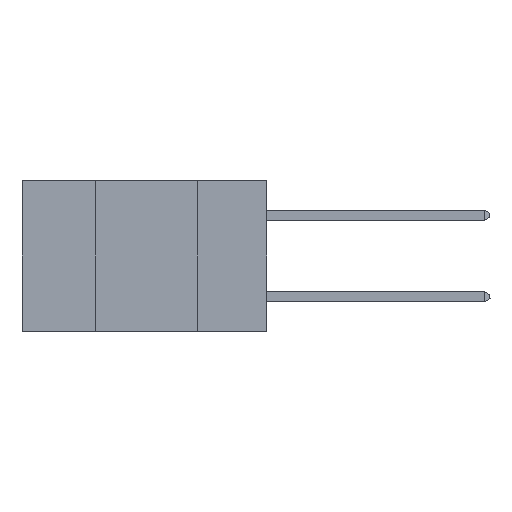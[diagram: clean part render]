
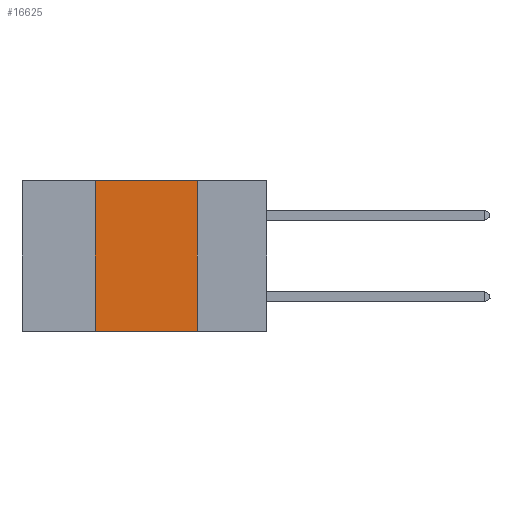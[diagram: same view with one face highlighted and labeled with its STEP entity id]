
A CAD part, left-side view. The second image highlights one B-rep face of the part: STEP entity #16625.
In plain terms, the highlighted planar face has unit normal (-1, 0, 0).
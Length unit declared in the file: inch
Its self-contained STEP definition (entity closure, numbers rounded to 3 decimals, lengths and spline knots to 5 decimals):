
#1102 = EDGE_CURVE ( 'NONE', #36120, #35972, #37278, .T. ) ;
#3011 = PLANE ( 'NONE',  #25424 ) ;
#3477 = EDGE_LOOP ( 'NONE', ( #42027, #33875, #38012, #15009 ) ) ;
#3628 = CARTESIAN_POINT ( 'NONE',  ( 0., 0.6, -0.37 ) ) ;
#4648 = CARTESIAN_POINT ( 'NONE',  ( 0., 0.42, 0. ) ) ;
#6771 = VECTOR ( 'NONE', #24248, 39.37008 ) ;
#10050 = VECTOR ( 'NONE', #35788, 39.37008 ) ;
#11373 = DIRECTION ( 'NONE',  ( 1., 0., 0. ) ) ;
#15009 = ORIENTED_EDGE ( 'NONE', *, *, #1102, .T. ) ;
#15178 = EDGE_CURVE ( 'NONE', #36120, #26299, #44944, .T. ) ;
#16625 = ADVANCED_FACE ( 'NONE', ( #41500 ), #3011, .F. ) ;
#17712 = DIRECTION ( 'NONE',  ( 0., -1., 0. ) ) ;
#18465 = LINE ( 'NONE', #38642, #6771 ) ;
#18536 = EDGE_CURVE ( 'NONE', #26299, #44851, #40790, .T. ) ;
#20877 = CARTESIAN_POINT ( 'NONE',  ( 0., 0.6, 0. ) ) ;
#24248 = DIRECTION ( 'NONE',  ( 0., 0., -1. ) ) ;
#25258 = CARTESIAN_POINT ( 'NONE',  ( 0., 0.17, 0. ) ) ;
#25424 = AXIS2_PLACEMENT_3D ( 'NONE', #20877, #11373, #39625 ) ;
#26299 = VERTEX_POINT ( 'NONE', #32101 ) ;
#26568 = VECTOR ( 'NONE', #29022, 39.37008 ) ;
#29022 = DIRECTION ( 'NONE',  ( 0., 0., 1. ) ) ;
#32101 = CARTESIAN_POINT ( 'NONE',  ( 0., 0.42, 0. ) ) ;
#33875 = ORIENTED_EDGE ( 'NONE', *, *, #18536, .F. ) ;
#34656 = CARTESIAN_POINT ( 'NONE',  ( 0., 0.17, -0.37 ) ) ;
#34668 = VECTOR ( 'NONE', #17712, 39.37008 ) ;
#35788 = DIRECTION ( 'NONE',  ( 0., -1., 0. ) ) ;
#35972 = VERTEX_POINT ( 'NONE', #34656 ) ;
#36120 = VERTEX_POINT ( 'NONE', #39316 ) ;
#37278 = LINE ( 'NONE', #3628, #10050 ) ;
#38012 = ORIENTED_EDGE ( 'NONE', *, *, #15178, .F. ) ;
#38642 = CARTESIAN_POINT ( 'NONE',  ( 0., 0.17, 0. ) ) ;
#39316 = CARTESIAN_POINT ( 'NONE',  ( 0., 0.42, -0.37 ) ) ;
#39460 = CARTESIAN_POINT ( 'NONE',  ( 0., 0.6, 0. ) ) ;
#39625 = DIRECTION ( 'NONE',  ( 0., 0., -1. ) ) ;
#40790 = LINE ( 'NONE', #39460, #34668 ) ;
#41500 = FACE_OUTER_BOUND ( 'NONE', #3477, .T. ) ;
#42027 = ORIENTED_EDGE ( 'NONE', *, *, #44794, .F. ) ;
#44794 = EDGE_CURVE ( 'NONE', #44851, #35972, #18465, .T. ) ;
#44851 = VERTEX_POINT ( 'NONE', #25258 ) ;
#44944 = LINE ( 'NONE', #4648, #26568 ) ;
